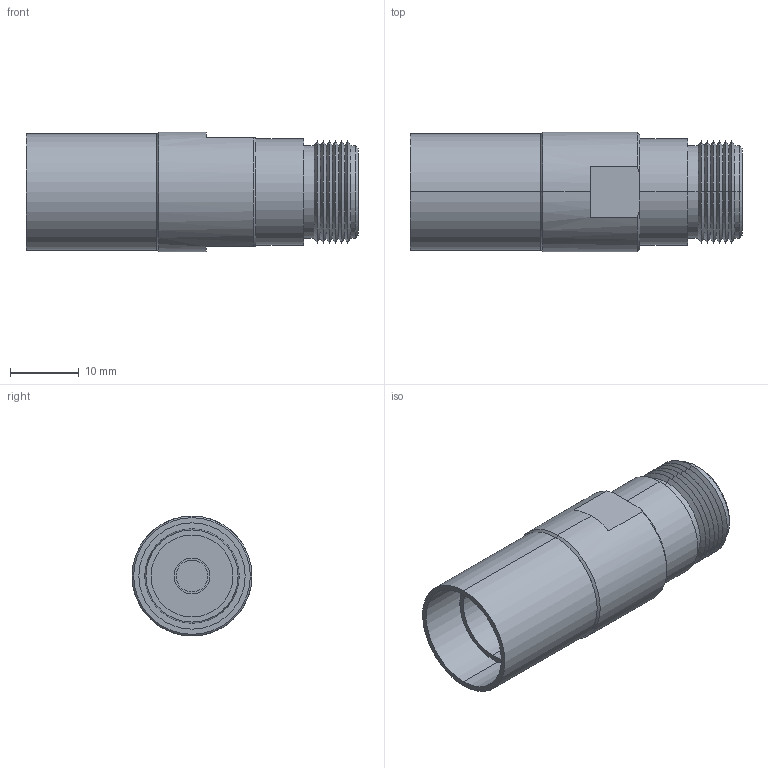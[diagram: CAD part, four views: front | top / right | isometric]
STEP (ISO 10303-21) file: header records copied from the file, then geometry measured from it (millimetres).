
FILE_DESCRIPTION (( 'STEP AP203' ), '1' );
FILE_NAME ('ANF-1610.STEP', '2010-05-05T14:19:42', ( 'x' ), ( 'Microsoft' ), 'SwSTEP 2.0', 'SolidWorks 2010', '' );
FILE_SCHEMA (( 'CONFIG_CONTROL_DESIGN' ));
Length unit declared in the file: inch
Products named in the file (4): ANF-1610; ANF-1610-MA2; ANF-1610-MA1
Assembly tree (3 placements, depth 2):
  ANF-1610
    ANF-1610
    ANF-1610-MA1
    ANF-1610-MA2
Bounding box: 48.39 x 17.48 x 17.48 mm (x, y, z)
Volume: 5423.6 mm3; surface area: 6438.3 mm2
Topology: 3 solids, 3 shells, 121 faces, 268 edges, 162 vertices
Faces by surface type: cylinder 48, plane 37, cone 36
Entity records: 3886 total; most frequent: CARTESIAN_POINT 703, DIRECTION 642, ORIENTED_EDGE 536, EDGE_CURVE 268, AXIS2_PLACEMENT_3D 263, VERTEX_POINT 162, CIRCLE 136, EDGE_LOOP 136
